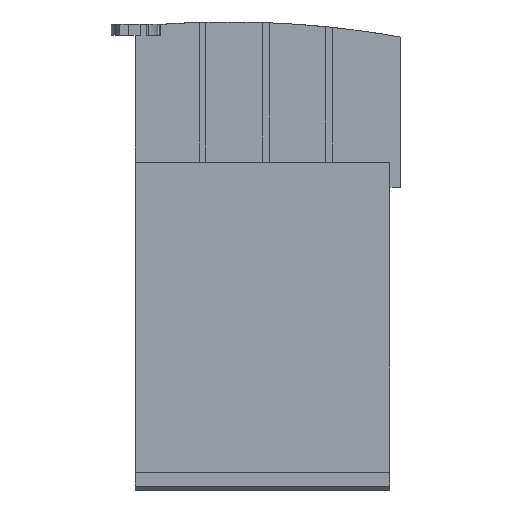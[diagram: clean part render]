
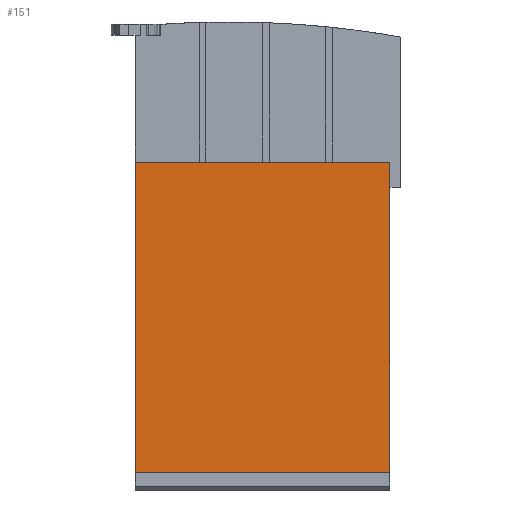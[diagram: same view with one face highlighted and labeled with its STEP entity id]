
A CAD part, front view. The second image highlights one B-rep face of the part: STEP entity #151.
In plain terms, the highlighted planar face has unit normal (0, -1, 0).
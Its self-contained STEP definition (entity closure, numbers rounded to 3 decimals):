
#151=ADVANCED_FACE('',(#310),#311,.F.);
#310=FACE_OUTER_BOUND('',#565,.T.);
#311=PLANE('',#566);
#565=EDGE_LOOP('',(#1232,#1233,#1234,#1235,#1236));
#566=AXIS2_PLACEMENT_3D('',#1237,#1238,#1239);
#1232=ORIENTED_EDGE('',*,*,#2131,.F.);
#1233=ORIENTED_EDGE('',*,*,#2132,.T.);
#1234=ORIENTED_EDGE('',*,*,#2133,.F.);
#1235=ORIENTED_EDGE('',*,*,#2113,.F.);
#1236=ORIENTED_EDGE('',*,*,#2123,.T.);
#1237=CARTESIAN_POINT('',(-2.331,5.325,-60.804));
#1238=DIRECTION('',(0.,1.0,0.));
#1239=DIRECTION('',(1.0,0.0,0.));
#2113=EDGE_CURVE('',#2518,#2519,#2520,.T.);
#2123=EDGE_CURVE('',#2518,#2537,#2538,.T.);
#2131=EDGE_CURVE('',#2550,#2537,#2552,.T.);
#2132=EDGE_CURVE('',#2550,#2553,#2554,.T.);
#2133=EDGE_CURVE('',#2519,#2553,#2555,.T.);
#2518=VERTEX_POINT('',#3379);
#2519=VERTEX_POINT('',#3380);
#2520=LINE('',#3381,#3382);
#2537=VERTEX_POINT('',#3408);
#2538=LINE('',#3409,#3410);
#2550=VERTEX_POINT('',#3428);
#2552=LINE('',#3431,#3432);
#2553=VERTEX_POINT('',#3433);
#2554=LINE('',#3434,#3435);
#2555=LINE('',#3436,#3437);
#3379=CARTESIAN_POINT('',(3.081,5.325,-58.504));
#3380=CARTESIAN_POINT('',(3.081,5.325,-18.204));
#3381=CARTESIAN_POINT('',(3.081,5.325,-58.504));
#3382=VECTOR('',#4116,40.3);
#3408=CARTESIAN_POINT('',(36.181,5.325,-58.504));
#3409=CARTESIAN_POINT('',(3.081,5.325,-58.504));
#3410=VECTOR('',#4126,33.1);
#3428=CARTESIAN_POINT('',(36.181,5.325,-21.504));
#3431=CARTESIAN_POINT('',(36.181,5.325,-21.504));
#3432=VECTOR('',#4134,37.0);
#3433=CARTESIAN_POINT('',(36.181,5.325,-18.204));
#3434=CARTESIAN_POINT('',(36.181,5.325,-21.504));
#3435=VECTOR('',#4135,3.3);
#3436=CARTESIAN_POINT('',(3.081,5.325,-18.204));
#3437=VECTOR('',#4136,33.1);
#4116=DIRECTION('',(0.0,0.0,1.0));
#4126=DIRECTION('',(1.0,0.,0.0));
#4134=DIRECTION('',(0.,0.0,-1.0));
#4135=DIRECTION('',(0.,0.0,1.0));
#4136=DIRECTION('',(1.0,0.,0.0));
